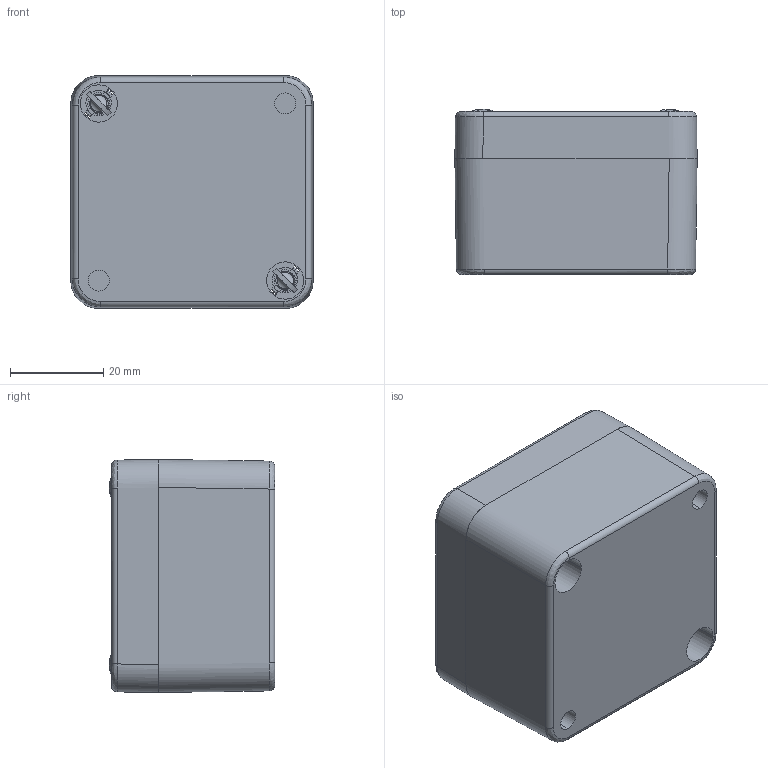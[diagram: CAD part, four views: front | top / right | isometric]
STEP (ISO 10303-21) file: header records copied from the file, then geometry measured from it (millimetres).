
FILE_DESCRIPTION (( 'STEP AP214' ), '1' );
FILE_NAME ('2366-0505-03-00.step', '2023-11-08T07:13:56', ( '' ), ( '' ), 'SwSTEP 2.0', 'SolidWorks 2019', '' );
FILE_SCHEMA (( 'AUTOMOTIVE_DESIGN' ));
Length unit declared in the file: millimetre
Products named in the file (5): Unterteil^2366-0505-03-00; Deckel^2366-0505-03-00; 2366-0505-03-00; Deckelschraube_3,5x11
Assembly tree (5 placements, depth 3):
  2366-0505-03-00
    2366-0505-03-00
      Deckelschraube_3,5x11  x2
      Unterteil^2366-0505-03-00
      Deckel^2366-0505-03-00
Bounding box: 52 x 35.52 x 50 mm (x, y, z)
Volume: 30609.6 mm3; surface area: 27185.9 mm2
Topology: 6 solids, 6 shells, 381 faces, 994 edges, 638 vertices
Faces by surface type: plane 169, cylinder 122, cone 48, bspline 28, torus 10, sphere 4
Entity records: 14815 total; most frequent: CARTESIAN_POINT 6112, ORIENTED_EDGE 1660, DIRECTION 1613, EDGE_CURVE 830, AXIS2_PLACEMENT_3D 581, VERTEX_POINT 537, LINE 451, VECTOR 451
